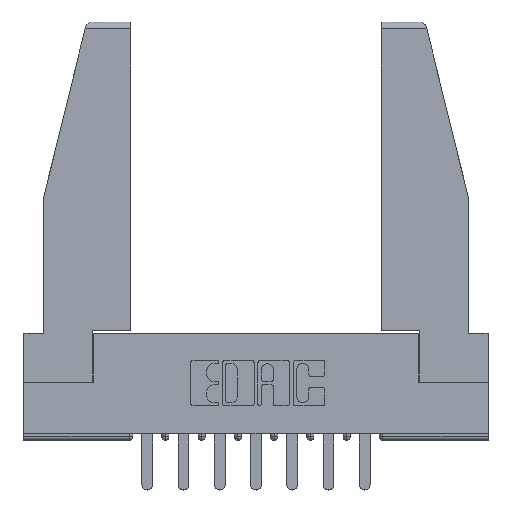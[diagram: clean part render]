
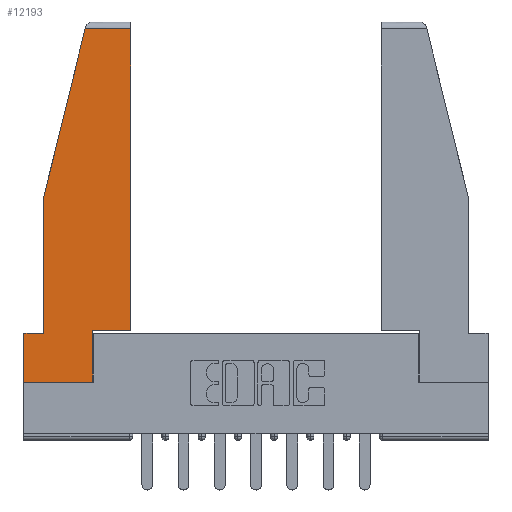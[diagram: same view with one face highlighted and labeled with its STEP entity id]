
A CAD part, top view. The second image highlights one B-rep face of the part: STEP entity #12193.
In plain terms, the highlighted planar face has unit normal (0, 0, 1).
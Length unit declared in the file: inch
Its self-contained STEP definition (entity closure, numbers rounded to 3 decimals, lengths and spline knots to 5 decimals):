
#169 = EDGE_CURVE ( 'NONE', #2849, #1002, #4083, .T. ) ;
#272 = ORIENTED_EDGE ( 'NONE', *, *, #7640, .T. ) ;
#645 = EDGE_CURVE ( 'NONE', #6492, #3218, #5945, .T. ) ;
#823 = CARTESIAN_POINT ( 'NONE',  ( 0., 0., 0. ) ) ;
#868 = EDGE_LOOP ( 'NONE', ( #272, #12904, #2554, #3782, #9407, #8203, #1100, #7002, #3231 ) ) ;
#1002 = VERTEX_POINT ( 'NONE', #7028 ) ;
#1020 = DIRECTION ( 'NONE',  ( 0., 0., 1. ) ) ;
#1040 = CARTESIAN_POINT ( 'NONE',  ( 0., 0., 0. ) ) ;
#1100 = ORIENTED_EDGE ( 'NONE', *, *, #2415, .T. ) ;
#1991 = VECTOR ( 'NONE', #12201, 39.37008 ) ;
#2415 = EDGE_CURVE ( 'NONE', #11525, #2849, #5210, .T. ) ;
#2554 = ORIENTED_EDGE ( 'NONE', *, *, #2562, .T. ) ;
#2562 = EDGE_CURVE ( 'NONE', #3218, #5404, #6061, .T. ) ;
#2775 = DIRECTION ( 'NONE',  ( 1., 0., 0. ) ) ;
#2849 = VERTEX_POINT ( 'NONE', #10966 ) ;
#2898 = DIRECTION ( 'NONE',  ( 0., 1., 0. ) ) ;
#3011 = VECTOR ( 'NONE', #2898, 39.37008 ) ;
#3218 = VERTEX_POINT ( 'NONE', #6334 ) ;
#3231 = ORIENTED_EDGE ( 'NONE', *, *, #9665, .T. ) ;
#3309 = CARTESIAN_POINT ( 'NONE',  ( 0., 0., 0. ) ) ;
#3316 = LINE ( 'NONE', #3823, #8500 ) ;
#3782 = ORIENTED_EDGE ( 'NONE', *, *, #6315, .T. ) ;
#3790 = VECTOR ( 'NONE', #4434, 39.37008 ) ;
#3823 = CARTESIAN_POINT ( 'NONE',  ( 0.461, 0.223, 0. ) ) ;
#4083 = LINE ( 'NONE', #5051, #3011 ) ;
#4232 = VERTEX_POINT ( 'NONE', #11035 ) ;
#4308 = EDGE_CURVE ( 'NONE', #9857, #10353, #12899, .T. ) ;
#4434 = DIRECTION ( 'NONE',  ( 1., 0., 0. ) ) ;
#4915 = DIRECTION ( 'NONE',  ( 0., 1., 0. ) ) ;
#5051 = CARTESIAN_POINT ( 'NONE',  ( 0.297, 0., 0. ) ) ;
#5210 = LINE ( 'NONE', #823, #10218 ) ;
#5289 = CARTESIAN_POINT ( 'NONE',  ( 0., 0.21, 0. ) ) ;
#5386 = DIRECTION ( 'NONE',  ( -1., 0., 0. ) ) ;
#5404 = VERTEX_POINT ( 'NONE', #12130 ) ;
#5723 = VECTOR ( 'NONE', #10029, 39.37008 ) ;
#5945 = LINE ( 'NONE', #8360, #10555 ) ;
#6061 = LINE ( 'NONE', #9543, #5723 ) ;
#6289 = EDGE_CURVE ( 'NONE', #10353, #11525, #10115, .T. ) ;
#6315 = EDGE_CURVE ( 'NONE', #5404, #9857, #12070, .T. ) ;
#6334 = CARTESIAN_POINT ( 'NONE',  ( 0.2636, 1.52, 0. ) ) ;
#6492 = VERTEX_POINT ( 'NONE', #10853 ) ;
#6646 = LINE ( 'NONE', #9453, #3790 ) ;
#7002 = ORIENTED_EDGE ( 'NONE', *, *, #169, .T. ) ;
#7028 = CARTESIAN_POINT ( 'NONE',  ( 0.297, 0.223, 0. ) ) ;
#7508 = PLANE ( 'NONE',  #8855 ) ;
#7618 = DIRECTION ( 'NONE',  ( 0., -1., 0. ) ) ;
#7640 = EDGE_CURVE ( 'NONE', #4232, #6492, #3316, .T. ) ;
#7797 = VECTOR ( 'NONE', #12411, 39.37008 ) ;
#8203 = ORIENTED_EDGE ( 'NONE', *, *, #6289, .T. ) ;
#8360 = CARTESIAN_POINT ( 'NONE',  ( 0., 1.52, 0. ) ) ;
#8500 = VECTOR ( 'NONE', #4915, 39.37008 ) ;
#8509 = CARTESIAN_POINT ( 'NONE',  ( 0., 0.21, 0. ) ) ;
#8520 = DIRECTION ( 'NONE',  ( 1., 0., 0. ) ) ;
#8798 = CARTESIAN_POINT ( 'NONE',  ( 0.086, 0.21, 0. ) ) ;
#8855 = AXIS2_PLACEMENT_3D ( 'NONE', #3309, #1020, #8520 ) ;
#9407 = ORIENTED_EDGE ( 'NONE', *, *, #4308, .T. ) ;
#9453 = CARTESIAN_POINT ( 'NONE',  ( 0.297, 0.223, 0. ) ) ;
#9543 = CARTESIAN_POINT ( 'NONE',  ( 0.271, 1.55, 0. ) ) ;
#9665 = EDGE_CURVE ( 'NONE', #1002, #4232, #6646, .T. ) ;
#9857 = VERTEX_POINT ( 'NONE', #8798 ) ;
#10029 = DIRECTION ( 'NONE',  ( -0.239, -0.971, 0. ) ) ;
#10115 = LINE ( 'NONE', #8509, #7797 ) ;
#10218 = VECTOR ( 'NONE', #2775, 39.37008 ) ;
#10353 = VERTEX_POINT ( 'NONE', #10518 ) ;
#10518 = CARTESIAN_POINT ( 'NONE',  ( 0., 0.21, 0. ) ) ;
#10555 = VECTOR ( 'NONE', #5386, 39.37008 ) ;
#10853 = CARTESIAN_POINT ( 'NONE',  ( 0.461, 1.52, 0. ) ) ;
#10966 = CARTESIAN_POINT ( 'NONE',  ( 0.297, 0., 0. ) ) ;
#11035 = CARTESIAN_POINT ( 'NONE',  ( 0.461, 0.223, 0. ) ) ;
#11525 = VERTEX_POINT ( 'NONE', #1040 ) ;
#12070 = LINE ( 'NONE', #13449, #12378 ) ;
#12130 = CARTESIAN_POINT ( 'NONE',  ( 0.086, 0.8, 0. ) ) ;
#12193 = ADVANCED_FACE ( 'NONE', ( #12688 ), #7508, .T. ) ;
#12201 = DIRECTION ( 'NONE',  ( -1., 0., 0. ) ) ;
#12378 = VECTOR ( 'NONE', #7618, 39.37008 ) ;
#12411 = DIRECTION ( 'NONE',  ( 0., -1., 0. ) ) ;
#12688 = FACE_OUTER_BOUND ( 'NONE', #868, .T. ) ;
#12899 = LINE ( 'NONE', #5289, #1991 ) ;
#12904 = ORIENTED_EDGE ( 'NONE', *, *, #645, .T. ) ;
#13449 = CARTESIAN_POINT ( 'NONE',  ( 0.086, 0.8, 0. ) ) ;
